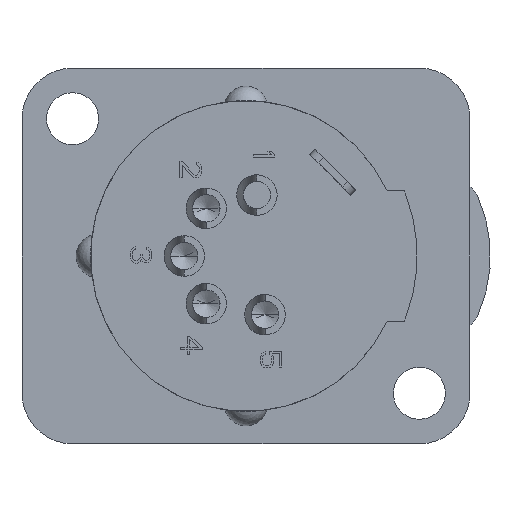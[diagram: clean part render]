
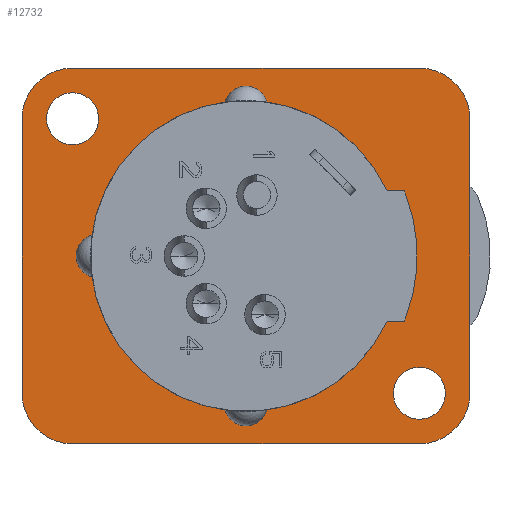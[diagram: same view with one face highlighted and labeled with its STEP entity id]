
A CAD part, front view. The second image highlights one B-rep face of the part: STEP entity #12732.
In plain terms, the highlighted planar face has unit normal (0, -1, 0).
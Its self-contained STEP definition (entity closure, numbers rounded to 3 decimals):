
#223=CARTESIAN_POINT('',(12.,0.,-9.5));
#224=DIRECTION('',(0.,1.,0.));
#225=DIRECTION('',(1.,0.,0.));
#226=AXIS2_PLACEMENT_3D('',#223,#224,#225);
#228=DIRECTION('',(-1.,0.,0.));
#229=VECTOR('',#228,24.);
#230=CARTESIAN_POINT('',(12.,0.,-13.));
#231=LINE('',#230,#229);
#232=CARTESIAN_POINT('',(-12.,0.,-9.5));
#233=DIRECTION('',(0.,1.,0.));
#234=DIRECTION('',(0.,0.,-1.));
#235=AXIS2_PLACEMENT_3D('',#232,#233,#234);
#237=DIRECTION('',(0.,0.,1.));
#238=VECTOR('',#237,19.);
#239=CARTESIAN_POINT('',(-15.5,0.,-9.5));
#240=LINE('',#239,#238);
#241=CARTESIAN_POINT('',(-12.,0.,9.5));
#242=DIRECTION('',(0.,1.,0.));
#243=DIRECTION('',(-1.,0.,0.));
#244=AXIS2_PLACEMENT_3D('',#241,#242,#243);
#246=DIRECTION('',(1.,0.,0.));
#247=VECTOR('',#246,24.);
#248=CARTESIAN_POINT('',(-12.,0.,13.));
#249=LINE('',#248,#247);
#250=CARTESIAN_POINT('',(12.,0.,9.5));
#251=DIRECTION('',(0.,1.,0.));
#252=DIRECTION('',(0.,0.,1.));
#253=AXIS2_PLACEMENT_3D('',#250,#251,#252);
#255=DIRECTION('',(0.,0.,-1.));
#256=VECTOR('',#255,19.);
#257=CARTESIAN_POINT('',(15.5,0.,9.5));
#258=LINE('',#257,#256);
#259=CARTESIAN_POINT('',(12.,0.,-9.5));
#260=DIRECTION('',(0.,-1.,0.));
#261=DIRECTION('',(-1.,0.,0.));
#262=AXIS2_PLACEMENT_3D('',#259,#260,#261);
#264=CARTESIAN_POINT('',(12.,0.,-9.5));
#265=DIRECTION('',(0.,-1.,0.));
#266=DIRECTION('',(1.,0.,0.));
#267=AXIS2_PLACEMENT_3D('',#264,#265,#266);
#269=CARTESIAN_POINT('',(-12.,0.,9.5));
#270=DIRECTION('',(0.,-1.,0.));
#271=DIRECTION('',(-1.,0.,0.));
#272=AXIS2_PLACEMENT_3D('',#269,#270,#271);
#274=CARTESIAN_POINT('',(-12.,0.,9.5));
#275=DIRECTION('',(0.,-1.,0.));
#276=DIRECTION('',(1.,0.,0.));
#277=AXIS2_PLACEMENT_3D('',#274,#275,#276);
#279=CARTESIAN_POINT('',(0.,0.,0.));
#280=DIRECTION('',(0.,-1.,0.));
#281=DIRECTION('',(0.925,0.,-0.38));
#282=AXIS2_PLACEMENT_3D('',#279,#280,#281);
#284=CARTESIAN_POINT('',(0.,0.,10.25));
#285=DIRECTION('',(0.,-1.,0.));
#286=DIRECTION('',(0.963,0.,0.268));
#287=AXIS2_PLACEMENT_3D('',#284,#285,#286);
#289=CARTESIAN_POINT('',(0.,0.,0.));
#290=DIRECTION('',(0.,-1.,0.));
#291=DIRECTION('',(-0.134,0.,0.991));
#292=AXIS2_PLACEMENT_3D('',#289,#290,#291);
#294=CARTESIAN_POINT('',(-10.25,0.,0.));
#295=DIRECTION('',(0.,-1.,0.));
#296=DIRECTION('',(-0.268,0.,0.963));
#297=AXIS2_PLACEMENT_3D('',#294,#295,#296);
#299=CARTESIAN_POINT('',(0.,0.,0.));
#300=DIRECTION('',(0.,-1.,0.));
#301=DIRECTION('',(-0.991,0.,-0.134));
#302=AXIS2_PLACEMENT_3D('',#299,#300,#301);
#304=CARTESIAN_POINT('',(0.,0.,-10.25));
#305=DIRECTION('',(0.,-1.,0.));
#306=DIRECTION('',(-0.963,0.,-0.268));
#307=AXIS2_PLACEMENT_3D('',#304,#305,#306);
#7114=DIRECTION('',(-1.,0.,0.));
#7115=VECTOR('',#7114,1.205);
#7116=CARTESIAN_POINT('',(10.967,0.,-4.5));
#7117=LINE('',#7116,#7115);
#7122=CARTESIAN_POINT('',(0.,0.,0.));
#7123=DIRECTION('',(0.,1.,0.));
#7124=DIRECTION('',(0.908,0.,-0.419));
#7125=AXIS2_PLACEMENT_3D('',#7122,#7123,#7124);
#7139=CARTESIAN_POINT('',(0.,0.,0.));
#7140=DIRECTION('',(0.,1.,0.));
#7141=DIRECTION('',(0.134,0.,0.991));
#7142=AXIS2_PLACEMENT_3D('',#7139,#7140,#7141);
#7275=DIRECTION('',(1.,0.,0.));
#7276=VECTOR('',#7275,1.205);
#7277=CARTESIAN_POINT('',(9.763,0.,4.5));
#7278=LINE('',#7277,#7276);
#9907=CARTESIAN_POINT('',(15.5,0.,-9.5));
#9908=CARTESIAN_POINT('',(12.,0.,-13.));
#9909=VERTEX_POINT('',#9907);
#9910=VERTEX_POINT('',#9908);
#9911=CARTESIAN_POINT('',(-12.,0.,-13.));
#9912=VERTEX_POINT('',#9911);
#9913=CARTESIAN_POINT('',(-15.5,0.,-9.5));
#9914=VERTEX_POINT('',#9913);
#9915=CARTESIAN_POINT('',(-15.5,0.,9.5));
#9916=VERTEX_POINT('',#9915);
#9917=CARTESIAN_POINT('',(-12.,0.,13.));
#9918=VERTEX_POINT('',#9917);
#9919=CARTESIAN_POINT('',(12.,0.,13.));
#9920=VERTEX_POINT('',#9919);
#9921=CARTESIAN_POINT('',(15.5,0.,9.5));
#9922=VERTEX_POINT('',#9921);
#9923=CARTESIAN_POINT('',(10.2,0.,-9.5));
#9924=CARTESIAN_POINT('',(13.8,0.,-9.5));
#9925=VERTEX_POINT('',#9923);
#9926=VERTEX_POINT('',#9924);
#9927=CARTESIAN_POINT('',(-13.8,0.,9.5));
#9928=CARTESIAN_POINT('',(-10.2,0.,9.5));
#9929=VERTEX_POINT('',#9927);
#9930=VERTEX_POINT('',#9928);
#9931=CARTESIAN_POINT('',(-10.652,0.,1.445));
#9932=CARTESIAN_POINT('',(-10.652,0.,-1.445));
#9933=VERTEX_POINT('',#9931);
#9934=VERTEX_POINT('',#9932);
#12604=CARTESIAN_POINT('',(10.967,0.,-4.5));
#12605=CARTESIAN_POINT('',(9.763,0.,-4.5));
#12606=VERTEX_POINT('',#12604);
#12607=VERTEX_POINT('',#12605);
#12608=CARTESIAN_POINT('',(1.445,0.,-10.652));
#12609=VERTEX_POINT('',#12608);
#12610=CARTESIAN_POINT('',(1.445,0.,10.652));
#12611=CARTESIAN_POINT('',(9.763,0.,4.5));
#12612=VERTEX_POINT('',#12610);
#12613=VERTEX_POINT('',#12611);
#12614=CARTESIAN_POINT('',(10.967,0.,4.5));
#12615=VERTEX_POINT('',#12614);
#12616=CARTESIAN_POINT('',(-1.445,0.,-10.652));
#12617=VERTEX_POINT('',#12616);
#12618=CARTESIAN_POINT('',(-1.445,0.,10.652));
#12619=VERTEX_POINT('',#12618);
#12675=CARTESIAN_POINT('',(0.,0.,0.));
#12676=DIRECTION('',(0.,1.,0.));
#12677=DIRECTION('',(1.,0.,0.));
#12678=AXIS2_PLACEMENT_3D('',#12675,#12676,#12677);
#12679=PLANE('',#12678);
#12681=ORIENTED_EDGE('',*,*,#12680,.T.);
#12683=ORIENTED_EDGE('',*,*,#12682,.T.);
#12685=ORIENTED_EDGE('',*,*,#12684,.T.);
#12687=ORIENTED_EDGE('',*,*,#12686,.T.);
#12689=ORIENTED_EDGE('',*,*,#12688,.T.);
#12691=ORIENTED_EDGE('',*,*,#12690,.T.);
#12693=ORIENTED_EDGE('',*,*,#12692,.T.);
#12695=ORIENTED_EDGE('',*,*,#12694,.T.);
#12696=EDGE_LOOP('',(#12681,#12683,#12685,#12687,#12689,#12691,#12693,#12695));
#12697=FACE_OUTER_BOUND('',#12696,.F.);
#12699=ORIENTED_EDGE('',*,*,#12698,.T.);
#12701=ORIENTED_EDGE('',*,*,#12700,.T.);
#12702=EDGE_LOOP('',(#12699,#12701));
#12703=FACE_BOUND('',#12702,.F.);
#12705=ORIENTED_EDGE('',*,*,#12704,.T.);
#12707=ORIENTED_EDGE('',*,*,#12706,.T.);
#12708=EDGE_LOOP('',(#12705,#12707));
#12709=FACE_BOUND('',#12708,.F.);
#12711=ORIENTED_EDGE('',*,*,#12710,.T.);
#12713=ORIENTED_EDGE('',*,*,#12712,.F.);
#12715=ORIENTED_EDGE('',*,*,#12714,.F.);
#12717=ORIENTED_EDGE('',*,*,#12716,.T.);
#12719=ORIENTED_EDGE('',*,*,#12718,.T.);
#12721=ORIENTED_EDGE('',*,*,#12720,.T.);
#12723=ORIENTED_EDGE('',*,*,#12722,.T.);
#12725=ORIENTED_EDGE('',*,*,#12724,.T.);
#12727=ORIENTED_EDGE('',*,*,#12726,.F.);
#12729=ORIENTED_EDGE('',*,*,#12728,.F.);
#12730=EDGE_LOOP('',(#12711,#12713,#12715,#12717,#12719,#12721,#12723,#12725,
#12727,#12729));
#12731=FACE_BOUND('',#12730,.F.);
#227=CIRCLE('',#226,3.5);
#236=CIRCLE('',#235,3.5);
#245=CIRCLE('',#244,3.5);
#254=CIRCLE('',#253,3.5);
#263=CIRCLE('',#262,1.8);
#268=CIRCLE('',#267,1.8);
#273=CIRCLE('',#272,1.8);
#278=CIRCLE('',#277,1.8);
#283=CIRCLE('',#282,11.855);
#288=CIRCLE('',#287,1.5);
#293=CIRCLE('',#292,10.75);
#298=CIRCLE('',#297,1.5);
#303=CIRCLE('',#302,10.75);
#308=CIRCLE('',#307,1.5);
#7126=CIRCLE('',#7125,10.75);
#7143=CIRCLE('',#7142,10.75);
#12680=EDGE_CURVE('',#9909,#9910,#227,.T.);
#12682=EDGE_CURVE('',#9910,#9912,#231,.T.);
#12684=EDGE_CURVE('',#9912,#9914,#236,.T.);
#12686=EDGE_CURVE('',#9914,#9916,#240,.T.);
#12688=EDGE_CURVE('',#9916,#9918,#245,.T.);
#12690=EDGE_CURVE('',#9918,#9920,#249,.T.);
#12692=EDGE_CURVE('',#9920,#9922,#254,.T.);
#12694=EDGE_CURVE('',#9922,#9909,#258,.T.);
#12698=EDGE_CURVE('',#9925,#9926,#263,.T.);
#12700=EDGE_CURVE('',#9926,#9925,#268,.T.);
#12704=EDGE_CURVE('',#9929,#9930,#273,.T.);
#12706=EDGE_CURVE('',#9930,#9929,#278,.T.);
#12710=EDGE_CURVE('',#12606,#12615,#283,.T.);
#12712=EDGE_CURVE('',#12613,#12615,#7278,.T.);
#12714=EDGE_CURVE('',#12612,#12613,#7143,.T.);
#12716=EDGE_CURVE('',#12612,#12619,#288,.T.);
#12718=EDGE_CURVE('',#12619,#9933,#293,.T.);
#12720=EDGE_CURVE('',#9933,#9934,#298,.T.);
#12722=EDGE_CURVE('',#9934,#12617,#303,.T.);
#12724=EDGE_CURVE('',#12617,#12609,#308,.T.);
#12726=EDGE_CURVE('',#12607,#12609,#7126,.T.);
#12728=EDGE_CURVE('',#12606,#12607,#7117,.T.);
#12732=ADVANCED_FACE('',(#12697,#12703,#12709,#12731),#12679,.F.);
